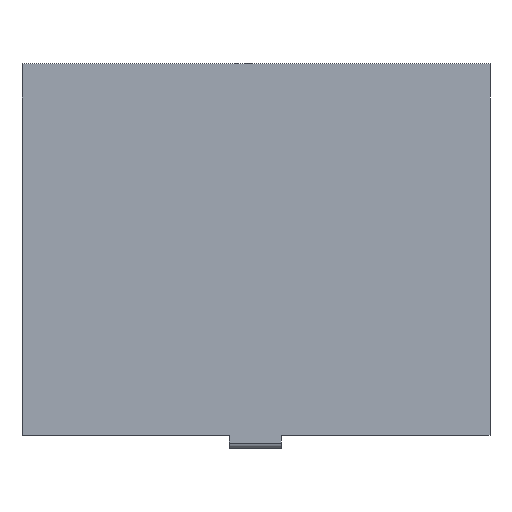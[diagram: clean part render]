
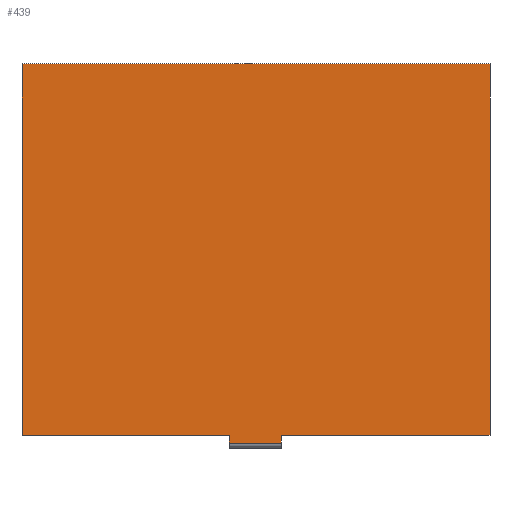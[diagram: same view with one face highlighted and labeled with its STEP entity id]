
A CAD part, front view. The second image highlights one B-rep face of the part: STEP entity #439.
In plain terms, the highlighted planar face has unit normal (0, -1, 0).
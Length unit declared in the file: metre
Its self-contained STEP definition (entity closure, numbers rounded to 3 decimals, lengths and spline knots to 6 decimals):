
#48=ORIENTED_EDGE('',*,*,#148,.F.);
#49=ORIENTED_EDGE('',*,*,#155,.T.);
#50=ORIENTED_EDGE('',*,*,#164,.T.);
#51=ORIENTED_EDGE('',*,*,#165,.F.);
#52=ORIENTED_EDGE('',*,*,#166,.T.);
#53=ORIENTED_EDGE('',*,*,#158,.T.);
#54=ORIENTED_EDGE('',*,*,#159,.T.);
#55=ORIENTED_EDGE('',*,*,#162,.F.);
#148=EDGE_CURVE('',#210,#211,#246,.T.);
#155=EDGE_CURVE('',#210,#217,#253,.T.);
#158=EDGE_CURVE('',#215,#219,#256,.T.);
#159=EDGE_CURVE('',#219,#220,#257,.T.);
#162=EDGE_CURVE('',#211,#220,#260,.T.);
#164=EDGE_CURVE('',#217,#222,#262,.T.);
#165=EDGE_CURVE('',#223,#222,#263,.T.);
#166=EDGE_CURVE('',#223,#215,#264,.T.);
#210=VERTEX_POINT('',#642);
#211=VERTEX_POINT('',#643);
#215=VERTEX_POINT('',#652);
#217=VERTEX_POINT('',#656);
#219=VERTEX_POINT('',#661);
#220=VERTEX_POINT('',#665);
#222=VERTEX_POINT('',#675);
#223=VERTEX_POINT('',#677);
#246=LINE('',#641,#300);
#253=LINE('',#657,#307);
#256=LINE('',#662,#310);
#257=LINE('',#664,#311);
#260=LINE('',#670,#314);
#262=LINE('',#674,#316);
#263=LINE('',#676,#317);
#264=LINE('',#678,#318);
#300=VECTOR('',#515,1.);
#307=VECTOR('',#524,1.);
#310=VECTOR('',#527,1.);
#311=VECTOR('',#530,1.);
#314=VECTOR('',#535,1.);
#316=VECTOR('',#541,1.);
#317=VECTOR('',#542,1.);
#318=VECTOR('',#543,1.);
#359=EDGE_LOOP('',(#48,#49,#50,#51,#52,#53,#54,#55));
#387=FACE_BOUND('',#359,.T.);
#415=PLANE('',#480);
#439=ADVANCED_FACE('',(#387),#415,.T.);
#480=AXIS2_PLACEMENT_3D('',#673,#539,#540);
#515=DIRECTION('',(0.,0.,1.));
#524=DIRECTION('',(1.,0.,0.));
#527=DIRECTION('',(1.,0.,0.));
#530=DIRECTION('',(0.,0.,1.));
#535=DIRECTION('',(1.,0.,0.));
#539=DIRECTION('',(0.,-1.,0.));
#540=DIRECTION('',(1.,0.,0.));
#541=DIRECTION('',(0.,0.,-1.));
#542=DIRECTION('',(-1.,0.,0.));
#543=DIRECTION('',(0.,0.,1.));
#641=CARTESIAN_POINT('',(-0.0627,0.,-0.002338));
#642=CARTESIAN_POINT('',(-0.0627,0.,-0.052088));
#643=CARTESIAN_POINT('',(-0.0627,0.,0.047412));
#652=CARTESIAN_POINT('',(0.00675,0.,-0.052088));
#656=CARTESIAN_POINT('',(-0.00723,0.,-0.052088));
#657=CARTESIAN_POINT('',(0.,0.,-0.052088));
#661=CARTESIAN_POINT('',(0.0627,0.,-0.052088));
#662=CARTESIAN_POINT('',(0.,0.,-0.052088));
#664=CARTESIAN_POINT('',(0.0627,0.,-0.002338));
#665=CARTESIAN_POINT('',(0.0627,0.,0.047412));
#670=CARTESIAN_POINT('',(0.,0.,0.047412));
#673=CARTESIAN_POINT('',(0.,0.,-0.002338));
#674=CARTESIAN_POINT('',(-0.00723,0.,-0.064088));
#675=CARTESIAN_POINT('',(-0.00723,0.,-0.054197));
#676=CARTESIAN_POINT('',(-0.00024,0.,-0.054197));
#677=CARTESIAN_POINT('',(0.00675,0.,-0.054197));
#678=CARTESIAN_POINT('',(0.00675,0.,-0.056088));
